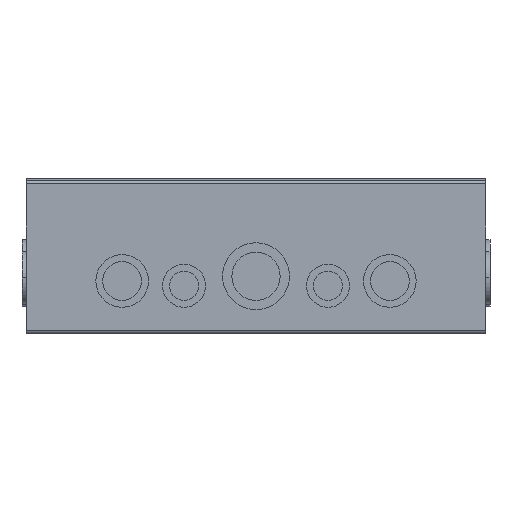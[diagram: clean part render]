
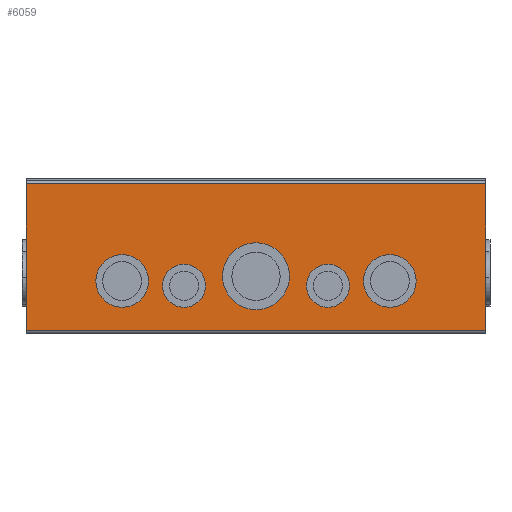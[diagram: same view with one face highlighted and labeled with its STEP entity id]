
A CAD part, left-side view. The second image highlights one B-rep face of the part: STEP entity #6059.
In plain terms, the highlighted planar face has unit normal (-1, 0, 0).
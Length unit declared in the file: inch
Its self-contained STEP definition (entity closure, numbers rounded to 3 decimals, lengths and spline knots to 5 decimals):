
#3 = EDGE_CURVE ( 'NONE', #8135, #1740, #10447, .T. ) ;
#38 = DIRECTION ( 'NONE',  ( 0., 0., 1. ) ) ;
#193 = EDGE_CURVE ( 'NONE', #2038, #12124, #1153, .T. ) ;
#240 = ORIENTED_EDGE ( 'NONE', *, *, #2570, .F. ) ;
#277 = ORIENTED_EDGE ( 'NONE', *, *, #11568, .F. ) ;
#300 = DIRECTION ( 'NONE',  ( -1., 0., 0. ) ) ;
#334 = VECTOR ( 'NONE', #1124, 39.37008 ) ;
#424 = LINE ( 'NONE', #9427, #10967 ) ;
#518 = DIRECTION ( 'NONE',  ( 0., 0., -1. ) ) ;
#535 = EDGE_LOOP ( 'NONE', ( #11925, #7321, #5949, #4833 ) ) ;
#554 = CARTESIAN_POINT ( 'NONE',  ( -5., 0., 1.5 ) ) ;
#604 = CARTESIAN_POINT ( 'NONE',  ( -5., -3.5, 2.0625 ) ) ;
#693 = LINE ( 'NONE', #11029, #3072 ) ;
#762 = DIRECTION ( 'NONE',  ( 0., 1., 0. ) ) ;
#909 = EDGE_CURVE ( 'NONE', #4058, #6157, #6000, .T. ) ;
#929 = CARTESIAN_POINT ( 'NONE',  ( -5., -6., 3.914 ) ) ;
#1025 = AXIS2_PLACEMENT_3D ( 'NONE', #8635, #1553, #8503 ) ;
#1124 = DIRECTION ( 'NONE',  ( 0., -1., 0. ) ) ;
#1153 = CIRCLE ( 'NONE', #2630, 0.5625 ) ;
#1196 = DIRECTION ( 'NONE',  ( -1., 0., 0. ) ) ;
#1293 = DIRECTION ( 'NONE',  ( 0., 0., -1. ) ) ;
#1360 = FACE_BOUND ( 'NONE', #11510, .T. ) ;
#1472 = ORIENTED_EDGE ( 'NONE', *, *, #8166, .F. ) ;
#1495 = FACE_BOUND ( 'NONE', #9794, .T. ) ;
#1553 = DIRECTION ( 'NONE',  ( 1., 0., 0. ) ) ;
#1740 = VERTEX_POINT ( 'NONE', #604 ) ;
#2029 = CARTESIAN_POINT ( 'NONE',  ( -5., -6., 0.057 ) ) ;
#2038 = VERTEX_POINT ( 'NONE', #8997 ) ;
#2117 = ORIENTED_EDGE ( 'NONE', *, *, #6524, .F. ) ;
#2214 = AXIS2_PLACEMENT_3D ( 'NONE', #8464, #1196, #10389 ) ;
#2238 = EDGE_CURVE ( 'NONE', #6353, #3253, #693, .T. ) ;
#2414 = DIRECTION ( 'NONE',  ( 0., 0., -1. ) ) ;
#2540 = DIRECTION ( 'NONE',  ( 0., 0., -1. ) ) ;
#2570 = EDGE_CURVE ( 'NONE', #6232, #3684, #9213, .T. ) ;
#2630 = AXIS2_PLACEMENT_3D ( 'NONE', #6734, #4494, #518 ) ;
#2688 = DIRECTION ( 'NONE',  ( 0., 0., -1. ) ) ;
#2710 = AXIS2_PLACEMENT_3D ( 'NONE', #6327, #300, #10365 ) ;
#2723 = CIRCLE ( 'NONE', #3147, 0.5625 ) ;
#2846 = ORIENTED_EDGE ( 'NONE', *, *, #193, .F. ) ;
#2932 = AXIS2_PLACEMENT_3D ( 'NONE', #3402, #8493, #2540 ) ;
#3072 = VECTOR ( 'NONE', #762, 39.37008 ) ;
#3104 = VERTEX_POINT ( 'NONE', #7942 ) ;
#3147 = AXIS2_PLACEMENT_3D ( 'NONE', #5700, #4717, #6764 ) ;
#3205 = CARTESIAN_POINT ( 'NONE',  ( -5., -6., 0.086 ) ) ;
#3212 = DIRECTION ( 'NONE',  ( -1., 0., 0. ) ) ;
#3253 = VERTEX_POINT ( 'NONE', #5956 ) ;
#3270 = EDGE_CURVE ( 'NONE', #11949, #4879, #6090, .T. ) ;
#3315 = CIRCLE ( 'NONE', #5632, 0.6875 ) ;
#3402 = CARTESIAN_POINT ( 'NONE',  ( -5., 1.88, 1.25 ) ) ;
#3493 = AXIS2_PLACEMENT_3D ( 'NONE', #9496, #7377, #2414 ) ;
#3606 = AXIS2_PLACEMENT_3D ( 'NONE', #4244, #5170, #9206 ) ;
#3684 = VERTEX_POINT ( 'NONE', #10466 ) ;
#3821 = VECTOR ( 'NONE', #38, 39.37008 ) ;
#4058 = VERTEX_POINT ( 'NONE', #12463 ) ;
#4169 = EDGE_LOOP ( 'NONE', ( #11530, #1472 ) ) ;
#4244 = CARTESIAN_POINT ( 'NONE',  ( -5., 0., 1.5 ) ) ;
#4494 = DIRECTION ( 'NONE',  ( -1., 0., 0. ) ) ;
#4526 = DIRECTION ( 'NONE',  ( 0., 0., -1. ) ) ;
#4535 = FACE_BOUND ( 'NONE', #4169, .T. ) ;
#4598 = DIRECTION ( 'NONE',  ( -1., 0., 0. ) ) ;
#4717 = DIRECTION ( 'NONE',  ( -1., 0., 0. ) ) ;
#4833 = ORIENTED_EDGE ( 'NONE', *, *, #8389, .T. ) ;
#4879 = VERTEX_POINT ( 'NONE', #11561 ) ;
#5170 = DIRECTION ( 'NONE',  ( -1., 0., 0. ) ) ;
#5219 = CIRCLE ( 'NONE', #12626, 0.5625 ) ;
#5397 = FACE_BOUND ( 'NONE', #10812, .T. ) ;
#5632 = AXIS2_PLACEMENT_3D ( 'NONE', #12419, #3212, #1293 ) ;
#5645 = CARTESIAN_POINT ( 'NONE',  ( -5., 6., 3.914 ) ) ;
#5700 = CARTESIAN_POINT ( 'NONE',  ( -5., 1.88, 1.25 ) ) ;
#5949 = ORIENTED_EDGE ( 'NONE', *, *, #2238, .F. ) ;
#5956 = CARTESIAN_POINT ( 'NONE',  ( -5., 6., 0.086 ) ) ;
#6000 = CIRCLE ( 'NONE', #9380, 0.875 ) ;
#6059 = ADVANCED_FACE ( 'NONE', ( #10565, #4535, #6457, #5397, #1360, #1495 ), #8566, .F. ) ;
#6090 = LINE ( 'NONE', #929, #334 ) ;
#6104 = EDGE_CURVE ( 'NONE', #1740, #8135, #8418, .T. ) ;
#6157 = VERTEX_POINT ( 'NONE', #9824 ) ;
#6232 = VERTEX_POINT ( 'NONE', #9699 ) ;
#6327 = CARTESIAN_POINT ( 'NONE',  ( -5., -3.5, 1.375 ) ) ;
#6329 = ORIENTED_EDGE ( 'NONE', *, *, #11721, .F. ) ;
#6353 = VERTEX_POINT ( 'NONE', #3205 ) ;
#6385 = DIRECTION ( 'NONE',  ( 0., 0., -1. ) ) ;
#6450 = EDGE_CURVE ( 'NONE', #11949, #3253, #424, .T. ) ;
#6457 = FACE_BOUND ( 'NONE', #9934, .T. ) ;
#6465 = EDGE_CURVE ( 'NONE', #3104, #8869, #8630, .T. ) ;
#6524 = EDGE_CURVE ( 'NONE', #8869, #3104, #2723, .T. ) ;
#6529 = ORIENTED_EDGE ( 'NONE', *, *, #6465, .F. ) ;
#6734 = CARTESIAN_POINT ( 'NONE',  ( -5., -1.88, 1.25 ) ) ;
#6764 = DIRECTION ( 'NONE',  ( 0., 0., -1. ) ) ;
#7321 = ORIENTED_EDGE ( 'NONE', *, *, #6450, .T. ) ;
#7340 = ORIENTED_EDGE ( 'NONE', *, *, #3, .F. ) ;
#7377 = DIRECTION ( 'NONE',  ( -1., 0., 0. ) ) ;
#7942 = CARTESIAN_POINT ( 'NONE',  ( -5., 1.88, 0.6875 ) ) ;
#8135 = VERTEX_POINT ( 'NONE', #9139 ) ;
#8166 = EDGE_CURVE ( 'NONE', #6157, #4058, #12083, .T. ) ;
#8389 = EDGE_CURVE ( 'NONE', #6353, #4879, #11097, .T. ) ;
#8418 = CIRCLE ( 'NONE', #2710, 0.6875 ) ;
#8464 = CARTESIAN_POINT ( 'NONE',  ( -5., -3.5, 1.375 ) ) ;
#8493 = DIRECTION ( 'NONE',  ( -1., 0., 0. ) ) ;
#8503 = DIRECTION ( 'NONE',  ( 0., 0., -1. ) ) ;
#8566 = PLANE ( 'NONE',  #1025 ) ;
#8630 = CIRCLE ( 'NONE', #2932, 0.5625 ) ;
#8635 = CARTESIAN_POINT ( 'NONE',  ( -5., -6., 0.047 ) ) ;
#8869 = VERTEX_POINT ( 'NONE', #9158 ) ;
#8997 = CARTESIAN_POINT ( 'NONE',  ( -5., -1.88, 0.6875 ) ) ;
#9139 = CARTESIAN_POINT ( 'NONE',  ( -5., -3.5, 0.6875 ) ) ;
#9158 = CARTESIAN_POINT ( 'NONE',  ( -5., 1.88, 1.8125 ) ) ;
#9206 = DIRECTION ( 'NONE',  ( 0., 0., -1. ) ) ;
#9213 = CIRCLE ( 'NONE', #3493, 0.6875 ) ;
#9380 = AXIS2_PLACEMENT_3D ( 'NONE', #554, #4598, #6385 ) ;
#9427 = CARTESIAN_POINT ( 'NONE',  ( -5., 6., 0.057 ) ) ;
#9496 = CARTESIAN_POINT ( 'NONE',  ( -5., 3.5, 1.375 ) ) ;
#9699 = CARTESIAN_POINT ( 'NONE',  ( -5., 3.5, 0.6875 ) ) ;
#9794 = EDGE_LOOP ( 'NONE', ( #6529, #2117 ) ) ;
#9824 = CARTESIAN_POINT ( 'NONE',  ( -5., 0., 2.375 ) ) ;
#9934 = EDGE_LOOP ( 'NONE', ( #2846, #277 ) ) ;
#10365 = DIRECTION ( 'NONE',  ( 0., 0., -1. ) ) ;
#10389 = DIRECTION ( 'NONE',  ( 0., 0., -1. ) ) ;
#10447 = CIRCLE ( 'NONE', #2214, 0.6875 ) ;
#10466 = CARTESIAN_POINT ( 'NONE',  ( -5., 3.5, 2.0625 ) ) ;
#10565 = FACE_OUTER_BOUND ( 'NONE', #535, .T. ) ;
#10812 = EDGE_LOOP ( 'NONE', ( #7340, #10981 ) ) ;
#10956 = CARTESIAN_POINT ( 'NONE',  ( -5., -1.88, 1.8125 ) ) ;
#10967 = VECTOR ( 'NONE', #4526, 39.37008 ) ;
#10981 = ORIENTED_EDGE ( 'NONE', *, *, #6104, .F. ) ;
#11029 = CARTESIAN_POINT ( 'NONE',  ( -5., -6., 0.086 ) ) ;
#11097 = LINE ( 'NONE', #2029, #3821 ) ;
#11510 = EDGE_LOOP ( 'NONE', ( #240, #6329 ) ) ;
#11530 = ORIENTED_EDGE ( 'NONE', *, *, #909, .F. ) ;
#11561 = CARTESIAN_POINT ( 'NONE',  ( -5., -6., 3.914 ) ) ;
#11568 = EDGE_CURVE ( 'NONE', #12124, #2038, #5219, .T. ) ;
#11721 = EDGE_CURVE ( 'NONE', #3684, #6232, #3315, .T. ) ;
#11766 = CARTESIAN_POINT ( 'NONE',  ( -5., -1.88, 1.25 ) ) ;
#11925 = ORIENTED_EDGE ( 'NONE', *, *, #3270, .F. ) ;
#11949 = VERTEX_POINT ( 'NONE', #5645 ) ;
#12083 = CIRCLE ( 'NONE', #3606, 0.875 ) ;
#12124 = VERTEX_POINT ( 'NONE', #10956 ) ;
#12419 = CARTESIAN_POINT ( 'NONE',  ( -5., 3.5, 1.375 ) ) ;
#12463 = CARTESIAN_POINT ( 'NONE',  ( -5., 0., 0.625 ) ) ;
#12626 = AXIS2_PLACEMENT_3D ( 'NONE', #11766, #12895, #2688 ) ;
#12895 = DIRECTION ( 'NONE',  ( -1., 0., 0. ) ) ;
